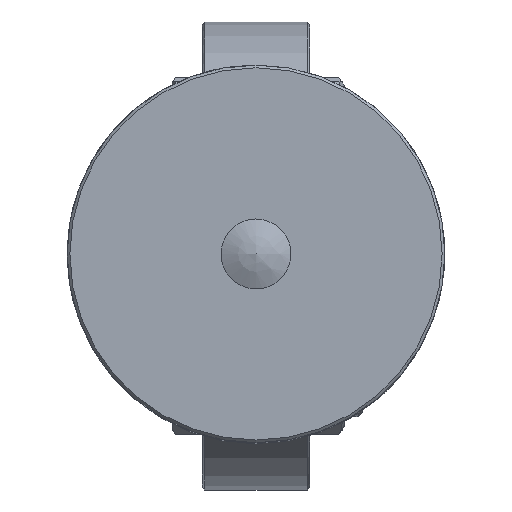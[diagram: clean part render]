
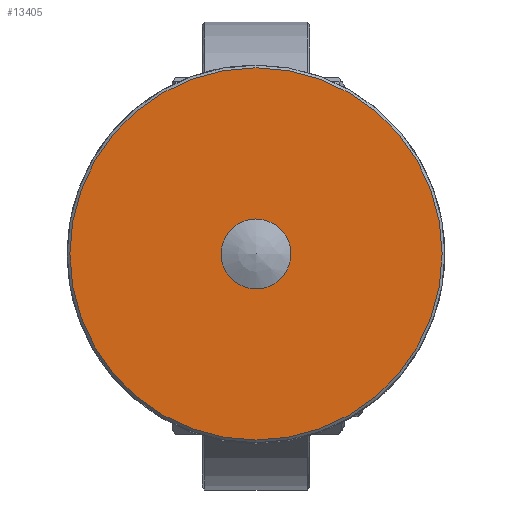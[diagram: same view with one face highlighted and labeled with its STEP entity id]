
A CAD part, top view. The second image highlights one B-rep face of the part: STEP entity #13405.
In plain terms, the highlighted planar face has unit normal (0, 0, 1).
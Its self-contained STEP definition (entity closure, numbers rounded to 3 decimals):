
#486=PLANE('',#14241);
#820=FACE_BOUND('',#1712,.T.);
#936=FACE_OUTER_BOUND('',#1711,.T.);
#1711=EDGE_LOOP('',(#8525,#8526));
#1712=EDGE_LOOP('',(#8527,#8528));
#2771=CIRCLE('',#14212,6.5);
#2772=CIRCLE('',#14213,6.5);
#2787=CIRCLE('',#14236,34.6);
#2788=CIRCLE('',#14237,34.6);
#5094=VERTEX_POINT('',#19843);
#5095=VERTEX_POINT('',#19845);
#5114=VERTEX_POINT('',#19896);
#5115=VERTEX_POINT('',#19897);
#6409=EDGE_CURVE('',#5095,#5094,#2771,.T.);
#6410=EDGE_CURVE('',#5094,#5095,#2772,.T.);
#6433=EDGE_CURVE('',#5114,#5115,#2787,.T.);
#6434=EDGE_CURVE('',#5115,#5114,#2788,.T.);
#8525=ORIENTED_EDGE('',*,*,#6433,.T.);
#8526=ORIENTED_EDGE('',*,*,#6434,.T.);
#8527=ORIENTED_EDGE('',*,*,#6409,.T.);
#8528=ORIENTED_EDGE('',*,*,#6410,.T.);
#13405=ADVANCED_FACE('',(#936,#820),#486,.T.);
#14212=AXIS2_PLACEMENT_3D('',#19846,#15852,#15853);
#14213=AXIS2_PLACEMENT_3D('',#19847,#15854,#15855);
#14236=AXIS2_PLACEMENT_3D('',#19898,#15908,#15909);
#14237=AXIS2_PLACEMENT_3D('',#19899,#15910,#15911);
#14241=AXIS2_PLACEMENT_3D('',#19907,#15919,#15920);
#15852=DIRECTION('center_axis',(0.,0.,
-1.));
#15853=DIRECTION('ref_axis',(1.,0.,0.));
#15854=DIRECTION('center_axis',(0.,0.,
-1.));
#15855=DIRECTION('ref_axis',(1.,0.,0.));
#15908=DIRECTION('center_axis',(0.,0.,
1.));
#15909=DIRECTION('ref_axis',(-1.,0.,0.));
#15910=DIRECTION('center_axis',(0.,0.,
1.));
#15911=DIRECTION('ref_axis',(-1.,0.,0.));
#15919=DIRECTION('center_axis',(0.,0.,
1.));
#15920=DIRECTION('ref_axis',(-1.,0.,0.));
#19843=CARTESIAN_POINT('',(6.5,0.037,220.5));
#19845=CARTESIAN_POINT('',(-0.037,6.5,220.5));
#19846=CARTESIAN_POINT('Origin',(0.,0.,
220.5));
#19847=CARTESIAN_POINT('Origin',(0.,0.,
220.5));
#19896=CARTESIAN_POINT('',(-34.6,0.,220.5));
#19897=CARTESIAN_POINT('',(34.6,0.,220.5));
#19898=CARTESIAN_POINT('Origin',(0.,0.,
220.5));
#19899=CARTESIAN_POINT('Origin',(0.,0.,
220.5));
#19907=CARTESIAN_POINT('Origin',(0.,17.55,220.5));
